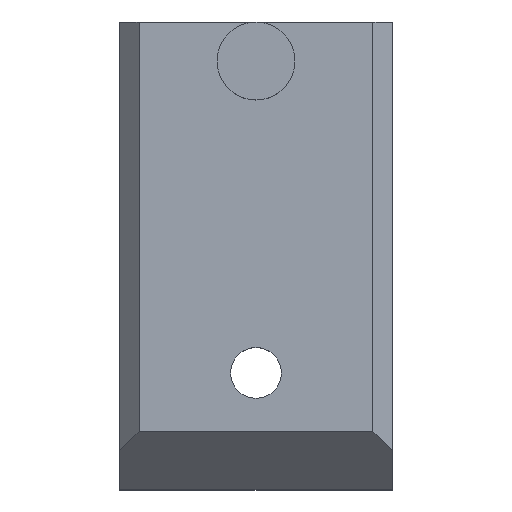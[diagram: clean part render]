
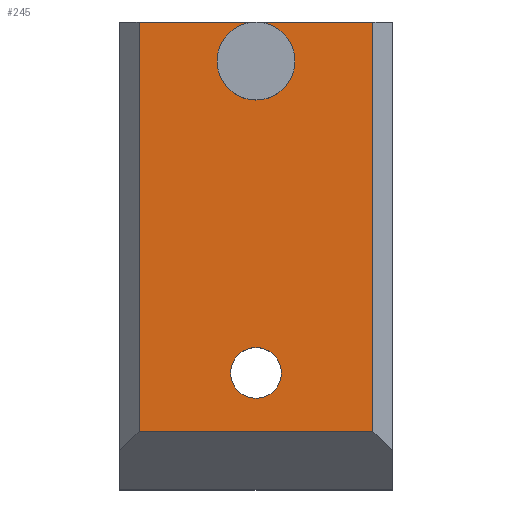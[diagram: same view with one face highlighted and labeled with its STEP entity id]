
A CAD part, top view. The second image highlights one B-rep face of the part: STEP entity #245.
In plain terms, the highlighted planar face has unit normal (0, 0, 1).
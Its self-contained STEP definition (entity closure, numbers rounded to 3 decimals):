
#15=FACE_BOUND('',#51,.T.);
#19=CIRCLE('',#273,2.);
#20=CIRCLE('',#274,2.);
#21=CIRCLE('',#277,1.3);
#36=FACE_OUTER_BOUND('',#50,.T.);
#50=EDGE_LOOP('',(#198,#199,#200,#201,#202,#203,#204));
#51=EDGE_LOOP('',(#205));
#61=LINE('',#363,#86);
#63=LINE('',#367,#88);
#68=LINE('',#377,#93);
#76=LINE('',#392,#101);
#77=LINE('',#393,#102);
#86=VECTOR('',#292,10.);
#88=VECTOR('',#296,10.);
#93=VECTOR('',#303,10.);
#101=VECTOR('',#315,10.);
#102=VECTOR('',#316,10.);
#111=VERTEX_POINT('',#360);
#112=VERTEX_POINT('',#362);
#113=VERTEX_POINT('',#366);
#117=VERTEX_POINT('',#376);
#122=VERTEX_POINT('',#391);
#125=VERTEX_POINT('',#401);
#126=VERTEX_POINT('',#407);
#132=EDGE_CURVE('',#111,#112,#61,.T.);
#134=EDGE_CURVE('',#112,#113,#63,.T.);
#139=EDGE_CURVE('',#113,#117,#68,.T.);
#147=EDGE_CURVE('',#122,#117,#76,.T.);
#148=EDGE_CURVE('',#111,#122,#77,.T.);
#153=EDGE_CURVE('',#122,#125,#19,.T.);
#154=EDGE_CURVE('',#125,#122,#20,.T.);
#155=EDGE_CURVE('',#126,#126,#21,.T.);
#198=ORIENTED_EDGE('',*,*,#132,.F.);
#199=ORIENTED_EDGE('',*,*,#148,.T.);
#200=ORIENTED_EDGE('',*,*,#153,.T.);
#201=ORIENTED_EDGE('',*,*,#154,.T.);
#202=ORIENTED_EDGE('',*,*,#147,.T.);
#203=ORIENTED_EDGE('',*,*,#139,.F.);
#204=ORIENTED_EDGE('',*,*,#134,.F.);
#205=ORIENTED_EDGE('',*,*,#155,.F.);
#233=PLANE('',#276);
#245=ADVANCED_FACE('',(#36,#15),#233,.F.);
#273=AXIS2_PLACEMENT_3D('',#403,#326,#327);
#274=AXIS2_PLACEMENT_3D('',#404,#328,#329);
#276=AXIS2_PLACEMENT_3D('',#406,#332,#333);
#277=AXIS2_PLACEMENT_3D('',#408,#334,#335);
#292=DIRECTION('',(0.,-1.,0.));
#296=DIRECTION('',(-1.,0.,0.));
#303=DIRECTION('',(0.,1.,0.));
#315=DIRECTION('',(-1.,0.,0.));
#316=DIRECTION('',(-1.,0.,0.));
#326=DIRECTION('center_axis',(0.,0.,-1.));
#327=DIRECTION('ref_axis',(1.,0.,0.));
#328=DIRECTION('center_axis',(0.,0.,-1.));
#329=DIRECTION('ref_axis',(1.,0.,0.));
#332=DIRECTION('center_axis',(0.,0.,-1.));
#333=DIRECTION('ref_axis',(1.,0.,0.));
#334=DIRECTION('center_axis',(0.,0.,1.));
#335=DIRECTION('ref_axis',(1.,0.,0.));
#360=CARTESIAN_POINT('',(76.5,-54.,-17.));
#362=CARTESIAN_POINT('',(76.5,-75.,-17.));
#363=CARTESIAN_POINT('',(76.5,-60.,-17.));
#366=CARTESIAN_POINT('',(64.5,-75.,-17.));
#367=CARTESIAN_POINT('',(74.,-75.,-17.));
#376=CARTESIAN_POINT('',(64.5,-54.,-17.));
#377=CARTESIAN_POINT('',(64.5,-72.,-17.));
#391=CARTESIAN_POINT('',(70.5,-54.,-17.));
#392=CARTESIAN_POINT('',(77.5,-54.,-17.));
#393=CARTESIAN_POINT('',(77.5,-54.,-17.));
#401=CARTESIAN_POINT('',(68.5,-56.,-17.));
#403=CARTESIAN_POINT('Origin',(70.5,-56.,-17.));
#404=CARTESIAN_POINT('Origin',(70.5,-56.,-17.));
#406=CARTESIAN_POINT('Origin',(70.5,-66.,-17.));
#407=CARTESIAN_POINT('',(69.2,-72.,-17.));
#408=CARTESIAN_POINT('Origin',(70.5,-72.,-17.));
